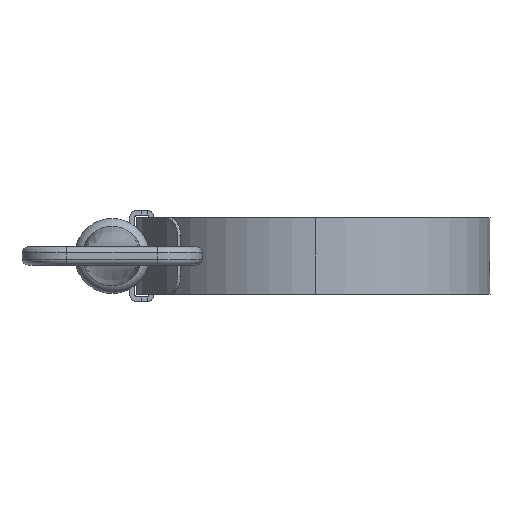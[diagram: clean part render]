
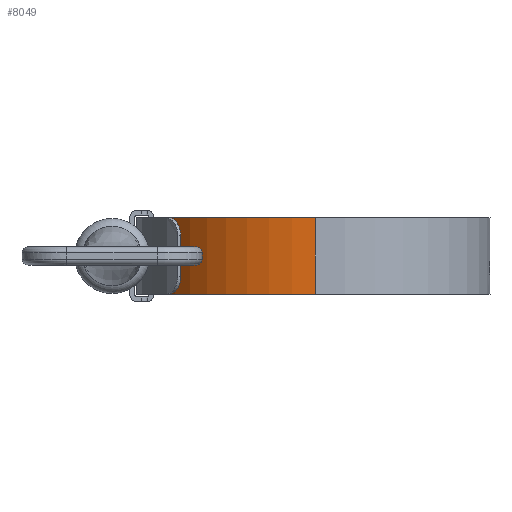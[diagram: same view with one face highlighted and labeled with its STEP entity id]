
A CAD part, left-side view. The second image highlights one B-rep face of the part: STEP entity #8049.
In plain terms, the highlighted cylindrical face has radius 29.14 mm (diameter 58.28 mm), a partial arc.
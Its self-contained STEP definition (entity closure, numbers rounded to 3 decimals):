
#23 = DIRECTION ( 'NONE',  ( 0., 0., -1. ) ) ;
#140 = CARTESIAN_POINT ( 'NONE',  ( 5.914, 28.534, 6.048 ) ) ;
#203 = EDGE_LOOP ( 'NONE', ( #1430, #1802, #7545, #2628, #7435, #9187 ) ) ;
#223 = DIRECTION ( 'NONE',  ( 0., 0., 1. ) ) ;
#383 = VECTOR ( 'NONE', #23, 1000. ) ;
#717 = CARTESIAN_POINT ( 'NONE',  ( 4.604, 28.774, 6.35 ) ) ;
#736 = VERTEX_POINT ( 'NONE', #6069 ) ;
#897 = CARTESIAN_POINT ( 'NONE',  ( 6.086, 28.498, -5.954 ) ) ;
#948 = CARTESIAN_POINT ( 'NONE',  ( 6.947, 28.3, -5.18 ) ) ;
#1130 = CARTESIAN_POINT ( 'NONE',  ( 7.542, 28.147, 3.35 ) ) ;
#1430 = ORIENTED_EDGE ( 'NONE', *, *, #3289, .F. ) ;
#1561 = CARTESIAN_POINT ( 'NONE',  ( 7.523, 28.152, -3.743 ) ) ;
#1608 = CARTESIAN_POINT ( 'NONE',  ( 7.248, 28.224, -4.681 ) ) ;
#1659 = CARTESIAN_POINT ( 'NONE',  ( 7.394, 28.187, -4.317 ) ) ;
#1707 = CARTESIAN_POINT ( 'NONE',  ( 7.542, 28.147, -3.548 ) ) ;
#1724 = EDGE_CURVE ( 'NONE', #8791, #4041, #3169, .T. ) ;
#1802 = ORIENTED_EDGE ( 'NONE', *, *, #4070, .F. ) ;
#2002 = CYLINDRICAL_SURFACE ( 'NONE', #6073, 29.14 ) ;
#2215 = DIRECTION ( 'NONE',  ( 0., 0., 1. ) ) ;
#2219 = B_SPLINE_CURVE_WITH_KNOTS ( 'NONE', 3,
 ( #5387, #1707, #1561, #9183, #1659, #1608, #6282, #948, #3179, #4689, #6229, #897, #2450, #3133, #6929, #7772, #7631, #7676 ),
 .UNSPECIFIED., .F., .F.,
 ( 4, 2, 2, 2, 2, 2, 2, 2, 4 ),
 ( 0., 0.001, 0.001, 0.002, 0.002, 0.003, 0.004, 0.004, 0.005 ),
 .UNSPECIFIED. ) ;
#2291 = CARTESIAN_POINT ( 'NONE',  ( 5.557, 28.606, 6.198 ) ) ;
#2450 = CARTESIAN_POINT ( 'NONE',  ( 5.915, 28.534, -6.047 ) ) ;
#2628 = ORIENTED_EDGE ( 'NONE', *, *, #5661, .T. ) ;
#2633 = FACE_OUTER_BOUND ( 'NONE', #203, .T. ) ;
#2951 = LINE ( 'NONE', #9050, #383 ) ;
#3133 = CARTESIAN_POINT ( 'NONE',  ( 5.561, 28.605, -6.196 ) ) ;
#3169 = B_SPLINE_CURVE_WITH_KNOTS ( 'NONE', 3,
 ( #4674, #7711, #7663, #6965, #2291, #140, #3369, #8061, #4065, #5716, #7110, #4919, #4822, #6414, #8764, #9352, #4966, #1130 ),
 .UNSPECIFIED., .F., .F.,
 ( 4, 2, 2, 2, 2, 2, 2, 2, 4 ),
 ( 0., 0.001, 0.001, 0.002, 0.002, 0.003, 0.004, 0.004, 0.005 ),
 .UNSPECIFIED. ) ;
#3179 = CARTESIAN_POINT ( 'NONE',  ( 6.824, 28.33, -5.334 ) ) ;
#3289 = EDGE_CURVE ( 'NONE', #8800, #4275, #2951, .T. ) ;
#3362 = CARTESIAN_POINT ( 'NONE',  ( 0., 0., -6.35 ) ) ;
#3369 = CARTESIAN_POINT ( 'NONE',  ( 6.083, 28.499, 5.956 ) ) ;
#4041 = VERTEX_POINT ( 'NONE', #8284 ) ;
#4065 = CARTESIAN_POINT ( 'NONE',  ( 6.552, 28.394, 5.612 ) ) ;
#4070 = EDGE_CURVE ( 'NONE', #8791, #8800, #4232, .T. ) ;
#4128 = DIRECTION ( 'NONE',  ( 0., 0., -1. ) ) ;
#4232 = CIRCLE ( 'NONE', #9493, 29.14 ) ;
#4275 = VERTEX_POINT ( 'NONE', #7593 ) ;
#4674 = CARTESIAN_POINT ( 'NONE',  ( 4.604, 28.774, 6.35 ) ) ;
#4689 = CARTESIAN_POINT ( 'NONE',  ( 6.554, 28.394, -5.611 ) ) ;
#4822 = CARTESIAN_POINT ( 'NONE',  ( 7.247, 28.225, 4.682 ) ) ;
#4919 = CARTESIAN_POINT ( 'NONE',  ( 7.157, 28.248, 4.857 ) ) ;
#4966 = CARTESIAN_POINT ( 'NONE',  ( 7.542, 28.147, 3.548 ) ) ;
#5238 = EDGE_CURVE ( 'NONE', #736, #4275, #9196, .T. ) ;
#5257 = CARTESIAN_POINT ( 'NONE',  ( 7.542, 28.147, -3.35 ) ) ;
#5387 = CARTESIAN_POINT ( 'NONE',  ( 7.542, 28.147, -3.35 ) ) ;
#5515 = EDGE_CURVE ( 'NONE', #9292, #736, #2219, .T. ) ;
#5661 = EDGE_CURVE ( 'NONE', #4041, #9292, #7922, .T. ) ;
#5716 = CARTESIAN_POINT ( 'NONE',  ( 6.822, 28.33, 5.336 ) ) ;
#6069 = CARTESIAN_POINT ( 'NONE',  ( 4.604, 28.774, -6.35 ) ) ;
#6073 = AXIS2_PLACEMENT_3D ( 'NONE', #7172, #4128, #8021 ) ;
#6229 = CARTESIAN_POINT ( 'NONE',  ( 6.407, 28.427, -5.735 ) ) ;
#6282 = CARTESIAN_POINT ( 'NONE',  ( 7.158, 28.247, -4.853 ) ) ;
#6414 = CARTESIAN_POINT ( 'NONE',  ( 7.392, 28.187, 4.321 ) ) ;
#6929 = CARTESIAN_POINT ( 'NONE',  ( 5.375, 28.641, -6.254 ) ) ;
#6965 = CARTESIAN_POINT ( 'NONE',  ( 5.37, 28.642, 6.255 ) ) ;
#7110 = CARTESIAN_POINT ( 'NONE',  ( 6.943, 28.301, 5.185 ) ) ;
#7172 = CARTESIAN_POINT ( 'NONE',  ( 0., 0., 6.35 ) ) ;
#7174 = CARTESIAN_POINT ( 'NONE',  ( 7.542, 28.147, 6.35 ) ) ;
#7435 = ORIENTED_EDGE ( 'NONE', *, *, #5515, .T. ) ;
#7452 = CARTESIAN_POINT ( 'NONE',  ( 0., 0., 6.35 ) ) ;
#7545 = ORIENTED_EDGE ( 'NONE', *, *, #1724, .T. ) ;
#7546 = DIRECTION ( 'NONE',  ( 1., 0., 0. ) ) ;
#7593 = CARTESIAN_POINT ( 'NONE',  ( -29.14, 0., -6.35 ) ) ;
#7631 = CARTESIAN_POINT ( 'NONE',  ( 4.8, 28.743, -6.35 ) ) ;
#7663 = CARTESIAN_POINT ( 'NONE',  ( 4.992, 28.71, 6.331 ) ) ;
#7676 = CARTESIAN_POINT ( 'NONE',  ( 4.604, 28.774, -6.35 ) ) ;
#7711 = CARTESIAN_POINT ( 'NONE',  ( 4.8, 28.743, 6.35 ) ) ;
#7747 = DIRECTION ( 'NONE',  ( 1., 0., 0. ) ) ;
#7772 = CARTESIAN_POINT ( 'NONE',  ( 4.993, 28.71, -6.331 ) ) ;
#7916 = VECTOR ( 'NONE', #9516, 1000. ) ;
#7922 = LINE ( 'NONE', #7174, #7916 ) ;
#8021 = DIRECTION ( 'NONE',  ( -1., 0., 0. ) ) ;
#8049 = ADVANCED_FACE ( 'NONE', ( #2633 ), #2002, .T. ) ;
#8061 = CARTESIAN_POINT ( 'NONE',  ( 6.402, 28.429, 5.739 ) ) ;
#8284 = CARTESIAN_POINT ( 'NONE',  ( 7.542, 28.147, 3.35 ) ) ;
#8385 = AXIS2_PLACEMENT_3D ( 'NONE', #3362, #223, #7747 ) ;
#8764 = CARTESIAN_POINT ( 'NONE',  ( 7.448, 28.172, 4.132 ) ) ;
#8791 = VERTEX_POINT ( 'NONE', #717 ) ;
#8800 = VERTEX_POINT ( 'NONE', #9637 ) ;
#9050 = CARTESIAN_POINT ( 'NONE',  ( -29.14, 0., 6.35 ) ) ;
#9183 = CARTESIAN_POINT ( 'NONE',  ( 7.449, 28.172, -4.127 ) ) ;
#9187 = ORIENTED_EDGE ( 'NONE', *, *, #5238, .T. ) ;
#9196 = CIRCLE ( 'NONE', #8385, 29.14 ) ;
#9292 = VERTEX_POINT ( 'NONE', #5257 ) ;
#9352 = CARTESIAN_POINT ( 'NONE',  ( 7.523, 28.152, 3.744 ) ) ;
#9493 = AXIS2_PLACEMENT_3D ( 'NONE', #7452, #2215, #7546 ) ;
#9516 = DIRECTION ( 'NONE',  ( 0., 0., -1. ) ) ;
#9637 = CARTESIAN_POINT ( 'NONE',  ( -29.14, 0., 6.35 ) ) ;
